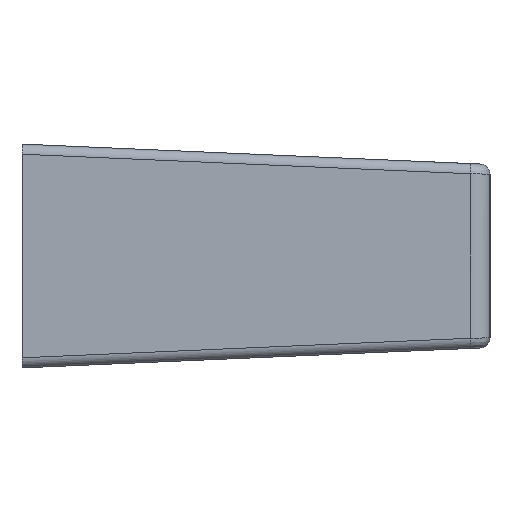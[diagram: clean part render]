
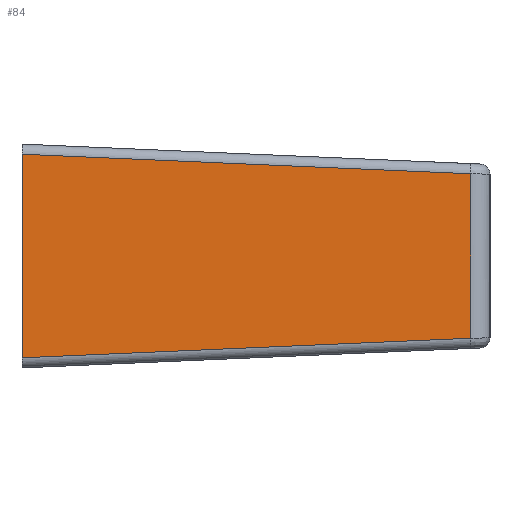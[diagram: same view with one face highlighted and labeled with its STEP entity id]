
A CAD part, left-side view. The second image highlights one B-rep face of the part: STEP entity #84.
In plain terms, the highlighted face is planar.
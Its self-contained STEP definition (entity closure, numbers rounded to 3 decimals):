
#84=ADVANCED_FACE('',(#207),#206,.F.);
#206=PLANE('',#654);
#207=FACE_OUTER_BOUND('',#655,.T.);
#651=CARTESIAN_POINT('',(-54.946,-6.001,24.248));
#652=DIRECTION('',(0.999,0.,-0.043));
#653=DIRECTION('',(-0.043,0.,-0.999));
#654=AXIS2_PLACEMENT_3D('',#651,#652,#653);
#655=EDGE_LOOP('',(#975,#976,#977,#978));
#975=ORIENTED_EDGE('',*,*,#1151,.T.);
#976=ORIENTED_EDGE('',*,*,#1152,.T.);
#977=ORIENTED_EDGE('',*,*,#1153,.T.);
#978=ORIENTED_EDGE('',*,*,#1154,.T.);
#1151=EDGE_CURVE('',#1475,#1476,#1477,.T.);
#1152=EDGE_CURVE('',#1476,#1483,#1484,.T.);
#1153=EDGE_CURVE('',#1483,#1490,#1491,.T.);
#1154=EDGE_CURVE('',#1490,#1475,#1497,.T.);
#1475=VERTEX_POINT('',#2040);
#1476=VERTEX_POINT('',#2041);
#1477=LINE('',#2042,#2043);
#1483=VERTEX_POINT('',#2045);
#1484=LINE('',#2046,#2047);
#1490=VERTEX_POINT('',#2049);
#1491=LINE('',#2050,#2051);
#1497=LINE('',#2053,#2054);
#2040=CARTESIAN_POINT('',(-55.042,-4.042,22.044));
#2041=CARTESIAN_POINT('',(-55.042,4.042,22.044));
#2042=CARTESIAN_POINT('',(-55.042,-4.042,22.044));
#2043=VECTOR('',#2044,8.084);
#2044=DIRECTION('',(0.,1.,0.));
#2045=CARTESIAN_POINT('',(-56.,5.,0.));
#2046=CARTESIAN_POINT('',(-55.042,4.042,22.044));
#2047=VECTOR('',#2048,22.085);
#2048=DIRECTION('',(-0.043,0.043,-0.998));
#2049=CARTESIAN_POINT('',(-56.,-5.,0.));
#2050=CARTESIAN_POINT('',(-56.,5.,0.));
#2051=VECTOR('',#2052,10.001);
#2052=DIRECTION('',(0.,-1.,0.));
#2053=CARTESIAN_POINT('',(-56.,-5.,0.));
#2054=VECTOR('',#2055,22.085);
#2055=DIRECTION('',(0.043,0.043,0.998));
